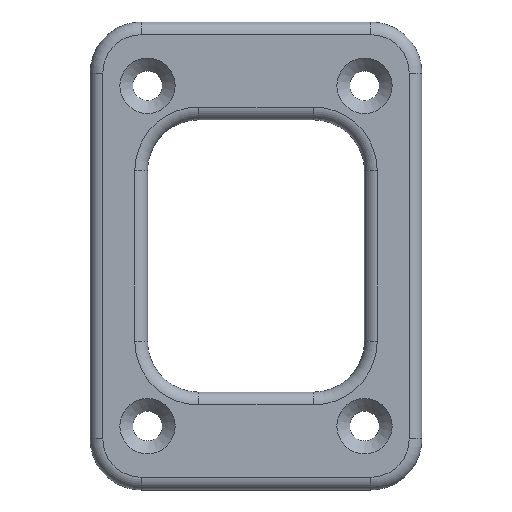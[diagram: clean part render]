
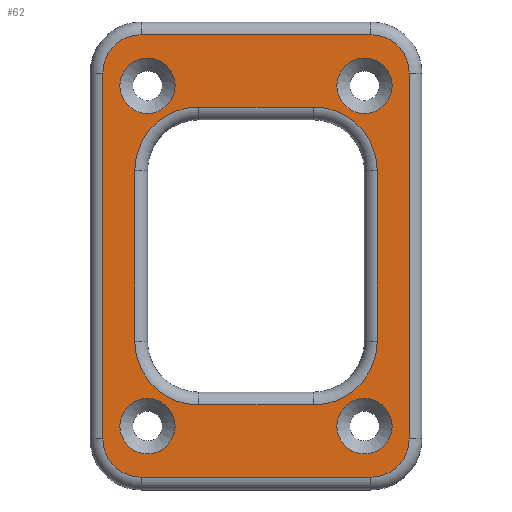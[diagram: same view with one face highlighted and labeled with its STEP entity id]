
A CAD part, top view. The second image highlights one B-rep face of the part: STEP entity #62.
In plain terms, the highlighted planar face has unit normal (0, 0, 1).
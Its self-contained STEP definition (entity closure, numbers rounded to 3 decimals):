
#62=ADVANCED_FACE('',(#448,#450,#452,#454,#456,#458),#460,.T.);
#448=FACE_BOUND('',#449,.T.);
#449=EDGE_LOOP('',(#781,#782,#783,#784,#785,#786,#787,#788));
#450=FACE_BOUND('',#451,.T.);
#451=EDGE_LOOP('',(#789));
#452=FACE_BOUND('',#453,.T.);
#453=EDGE_LOOP('',(#790));
#454=FACE_BOUND('',#455,.T.);
#455=EDGE_LOOP('',(#791));
#456=FACE_BOUND('',#457,.T.);
#457=EDGE_LOOP('',(#792));
#458=FACE_BOUND('',#459,.T.);
#459=EDGE_LOOP('',(#793,#794,#795,#796,#797,#798,#799,#800));
#460=PLANE('',#461);
#461=AXIS2_PLACEMENT_3D('',#462,#463,#464);
#462=CARTESIAN_POINT('',(0.,0.,2.6));
#463=DIRECTION('',(0.,0.,1.));
#464=DIRECTION('',(0.,1.,0.));
#781=ORIENTED_EDGE('',*,*,#965,.T.);
#782=ORIENTED_EDGE('',*,*,#966,.T.);
#783=ORIENTED_EDGE('',*,*,#967,.T.);
#784=ORIENTED_EDGE('',*,*,#968,.T.);
#785=ORIENTED_EDGE('',*,*,#969,.T.);
#786=ORIENTED_EDGE('',*,*,#970,.T.);
#787=ORIENTED_EDGE('',*,*,#971,.T.);
#788=ORIENTED_EDGE('',*,*,#972,.T.);
#789=ORIENTED_EDGE('',*,*,#973,.T.);
#790=ORIENTED_EDGE('',*,*,#974,.T.);
#791=ORIENTED_EDGE('',*,*,#975,.T.);
#792=ORIENTED_EDGE('',*,*,#976,.T.);
#793=ORIENTED_EDGE('',*,*,#977,.T.);
#794=ORIENTED_EDGE('',*,*,#978,.T.);
#795=ORIENTED_EDGE('',*,*,#979,.T.);
#796=ORIENTED_EDGE('',*,*,#980,.T.);
#797=ORIENTED_EDGE('',*,*,#981,.T.);
#798=ORIENTED_EDGE('',*,*,#982,.T.);
#799=ORIENTED_EDGE('',*,*,#983,.T.);
#800=ORIENTED_EDGE('',*,*,#984,.T.);
#965=EDGE_CURVE('',#1077,#1078,#1079,.T.);
#966=EDGE_CURVE('',#1078,#1080,#1081,.T.);
#967=EDGE_CURVE('',#1080,#1082,#1083,.T.);
#968=EDGE_CURVE('',#1082,#1084,#1085,.T.);
#969=EDGE_CURVE('',#1084,#1086,#1087,.T.);
#970=EDGE_CURVE('',#1086,#1088,#1089,.T.);
#971=EDGE_CURVE('',#1088,#1090,#1091,.T.);
#972=EDGE_CURVE('',#1090,#1077,#1092,.T.);
#973=EDGE_CURVE('',#1093,#1093,#1094,.F.);
#974=EDGE_CURVE('',#1095,#1095,#1096,.F.);
#975=EDGE_CURVE('',#1097,#1097,#1098,.F.);
#976=EDGE_CURVE('',#1099,#1099,#1100,.F.);
#977=EDGE_CURVE('',#1101,#1102,#1103,.F.);
#978=EDGE_CURVE('',#1102,#1104,#1105,.F.);
#979=EDGE_CURVE('',#1104,#1106,#1107,.F.);
#980=EDGE_CURVE('',#1106,#1108,#1109,.F.);
#981=EDGE_CURVE('',#1108,#1110,#1111,.F.);
#982=EDGE_CURVE('',#1110,#1112,#1113,.F.);
#983=EDGE_CURVE('',#1112,#1114,#1115,.F.);
#984=EDGE_CURVE('',#1114,#1101,#1116,.F.);
#1077=VERTEX_POINT('',#1281);
#1078=VERTEX_POINT('',#1282);
#1079=LINE('',#1283,#1284);
#1080=VERTEX_POINT('',#1286);
#1081=CIRCLE('',#1287,4.5);
#1082=VERTEX_POINT('',#1291);
#1083=LINE('',#1292,#1293);
#1084=VERTEX_POINT('',#1295);
#1085=CIRCLE('',#1296,4.5);
#1086=VERTEX_POINT('',#1300);
#1087=LINE('',#1301,#1302);
#1088=VERTEX_POINT('',#1304);
#1089=CIRCLE('',#1305,4.5);
#1090=VERTEX_POINT('',#1309);
#1091=LINE('',#1310,#1311);
#1092=CIRCLE('',#1313,4.5);
#1093=VERTEX_POINT('',#1317);
#1094=CIRCLE('',#1318,3.25);
#1095=VERTEX_POINT('',#1322);
#1096=CIRCLE('',#1323,3.25);
#1097=VERTEX_POINT('',#1327);
#1098=CIRCLE('',#1328,3.25);
#1099=VERTEX_POINT('',#1332);
#1100=CIRCLE('',#1333,3.25);
#1101=VERTEX_POINT('',#1337);
#1102=VERTEX_POINT('',#1338);
#1103=LINE('',#1339,#1340);
#1104=VERTEX_POINT('',#1342);
#1105=CIRCLE('',#1343,7.5);
#1106=VERTEX_POINT('',#1347);
#1107=LINE('',#1348,#1349);
#1108=VERTEX_POINT('',#1351);
#1109=CIRCLE('',#1352,7.5);
#1110=VERTEX_POINT('',#1356);
#1111=LINE('',#1357,#1358);
#1112=VERTEX_POINT('',#1360);
#1113=CIRCLE('',#1361,7.5);
#1114=VERTEX_POINT('',#1365);
#1115=LINE('',#1366,#1367);
#1116=CIRCLE('',#1369,7.5);
#1281=CARTESIAN_POINT('',(49.25,21.5,2.6));
#1282=CARTESIAN_POINT('',(49.25,-21.5,2.6));
#1283=CARTESIAN_POINT('',(49.25,21.5,2.6));
#1284=VECTOR('',#1285,1.);
#1285=DIRECTION('',(0.,-1.,0.));
#1286=CARTESIAN_POINT('',(53.75,-26.,2.6));
#1287=AXIS2_PLACEMENT_3D('',#1288,#1289,#1290);
#1288=CARTESIAN_POINT('',(53.75,-21.5,2.6));
#1289=DIRECTION('',(0.,0.,1.));
#1290=DIRECTION('',(-1.,0.,0.));
#1291=CARTESIAN_POINT('',(80.75,-26.,2.6));
#1292=CARTESIAN_POINT('',(53.75,-26.,2.6));
#1293=VECTOR('',#1294,1.);
#1294=DIRECTION('',(1.,0.,0.));
#1295=CARTESIAN_POINT('',(85.25,-21.5,2.6));
#1296=AXIS2_PLACEMENT_3D('',#1297,#1298,#1299);
#1297=CARTESIAN_POINT('',(80.75,-21.5,2.6));
#1298=DIRECTION('',(0.,0.,1.));
#1299=DIRECTION('',(0.,-1.,0.));
#1300=CARTESIAN_POINT('',(85.25,21.5,2.6));
#1301=CARTESIAN_POINT('',(85.25,-21.5,2.6));
#1302=VECTOR('',#1303,1.);
#1303=DIRECTION('',(0.,1.,0.));
#1304=CARTESIAN_POINT('',(80.75,26.,2.6));
#1305=AXIS2_PLACEMENT_3D('',#1306,#1307,#1308);
#1306=CARTESIAN_POINT('',(80.75,21.5,2.6));
#1307=DIRECTION('',(0.,0.,1.));
#1308=DIRECTION('',(1.,0.,0.));
#1309=CARTESIAN_POINT('',(53.75,26.,2.6));
#1310=CARTESIAN_POINT('',(80.75,26.,2.6));
#1311=VECTOR('',#1312,1.);
#1312=DIRECTION('',(-1.,0.,0.));
#1313=AXIS2_PLACEMENT_3D('',#1314,#1315,#1316);
#1314=CARTESIAN_POINT('',(53.75,21.5,2.6));
#1315=DIRECTION('',(0.,0.,1.));
#1316=DIRECTION('',(0.,1.,0.));
#1317=CARTESIAN_POINT('',(80.,23.25,2.6));
#1318=AXIS2_PLACEMENT_3D('',#1319,#1320,#1321);
#1319=CARTESIAN_POINT('',(80.,20.,2.6));
#1320=DIRECTION('',(0.,0.,1.));
#1321=DIRECTION('',(0.,1.,0.));
#1322=CARTESIAN_POINT('',(54.5,23.25,2.6));
#1323=AXIS2_PLACEMENT_3D('',#1324,#1325,#1326);
#1324=CARTESIAN_POINT('',(54.5,20.,2.6));
#1325=DIRECTION('',(0.,0.,1.));
#1326=DIRECTION('',(0.,1.,0.));
#1327=CARTESIAN_POINT('',(80.,-16.75,2.6));
#1328=AXIS2_PLACEMENT_3D('',#1329,#1330,#1331);
#1329=CARTESIAN_POINT('',(80.,-20.,2.6));
#1330=DIRECTION('',(0.,0.,1.));
#1331=DIRECTION('',(0.,1.,0.));
#1332=CARTESIAN_POINT('',(54.5,-16.75,2.6));
#1333=AXIS2_PLACEMENT_3D('',#1334,#1335,#1336);
#1334=CARTESIAN_POINT('',(54.5,-20.,2.6));
#1335=DIRECTION('',(0.,0.,1.));
#1336=DIRECTION('',(0.,1.,0.));
#1337=CARTESIAN_POINT('',(74.,-17.5,2.6));
#1338=CARTESIAN_POINT('',(60.5,-17.5,2.6));
#1339=CARTESIAN_POINT('',(60.5,-17.5,2.6));
#1340=VECTOR('',#1341,1.);
#1341=DIRECTION('',(1.,0.,0.));
#1342=CARTESIAN_POINT('',(53.,-10.,2.6));
#1343=AXIS2_PLACEMENT_3D('',#1344,#1345,#1346);
#1344=CARTESIAN_POINT('',(60.5,-10.,2.6));
#1345=DIRECTION('',(0.,0.,1.));
#1346=DIRECTION('',(-1.,0.,0.));
#1347=CARTESIAN_POINT('',(53.,10.,2.6));
#1348=CARTESIAN_POINT('',(53.,10.,2.6));
#1349=VECTOR('',#1350,1.);
#1350=DIRECTION('',(0.,-1.,0.));
#1351=CARTESIAN_POINT('',(60.5,17.5,2.6));
#1352=AXIS2_PLACEMENT_3D('',#1353,#1354,#1355);
#1353=CARTESIAN_POINT('',(60.5,10.,2.6));
#1354=DIRECTION('',(0.,0.,1.));
#1355=DIRECTION('',(0.,1.,0.));
#1356=CARTESIAN_POINT('',(74.,17.5,2.6));
#1357=CARTESIAN_POINT('',(74.,17.5,2.6));
#1358=VECTOR('',#1359,1.);
#1359=DIRECTION('',(-1.,0.,0.));
#1360=CARTESIAN_POINT('',(81.5,10.,2.6));
#1361=AXIS2_PLACEMENT_3D('',#1362,#1363,#1364);
#1362=CARTESIAN_POINT('',(74.,10.,2.6));
#1363=DIRECTION('',(0.,0.,1.));
#1364=DIRECTION('',(1.,0.,0.));
#1365=CARTESIAN_POINT('',(81.5,-10.,2.6));
#1366=CARTESIAN_POINT('',(81.5,-10.,2.6));
#1367=VECTOR('',#1368,1.);
#1368=DIRECTION('',(0.,1.,0.));
#1369=AXIS2_PLACEMENT_3D('',#1370,#1371,#1372);
#1370=CARTESIAN_POINT('',(74.,-10.,2.6));
#1371=DIRECTION('',(0.,0.,1.));
#1372=DIRECTION('',(0.,-1.,0.));
